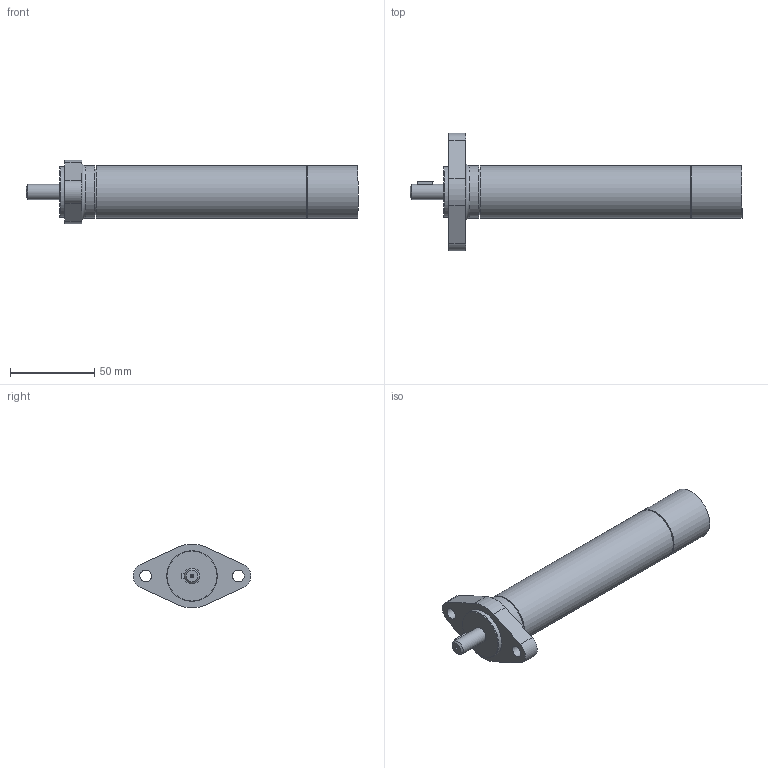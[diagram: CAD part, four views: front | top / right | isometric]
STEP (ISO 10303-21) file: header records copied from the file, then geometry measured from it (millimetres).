
FILE_DESCRIPTION((''),'2;1');
FILE_NAME('MUD 9-24_29907235.stp','2011-07-05T14:03:26',('ibasyouni'),(''),'Autodesk Inventor 2008','Autodesk Inventor 2008','');
FILE_SCHEMA(('CONFIG_CONTROL_DESIGN'));
Length unit declared in the file: millimetre
Products named in the file (1): MUD 9-24_29907235
Bounding box: 197.3 x 70 x 37.86 mm (x, y, z)
Volume: 141412.9 mm3; surface area: 24896.4 mm2
Topology: 1 solids, 2 shells, 64 faces, 148 edges, 98 vertices
Faces by surface type: plane 27, cylinder 20, bspline 15, cone 2
Full cylindrical faces by diameter (mm): 9 x1, 26.789 x2, 28 x1, 30 x1, 31 x3
Entity records: 1950 total; most frequent: CARTESIAN_POINT 555, DIRECTION 276, ORIENTED_EDGE 214, AXIS2_PLACEMENT_3D 121, EDGE_CURVE 107, EDGE_LOOP 106, VERTEX_POINT 83, CIRCLE 71
